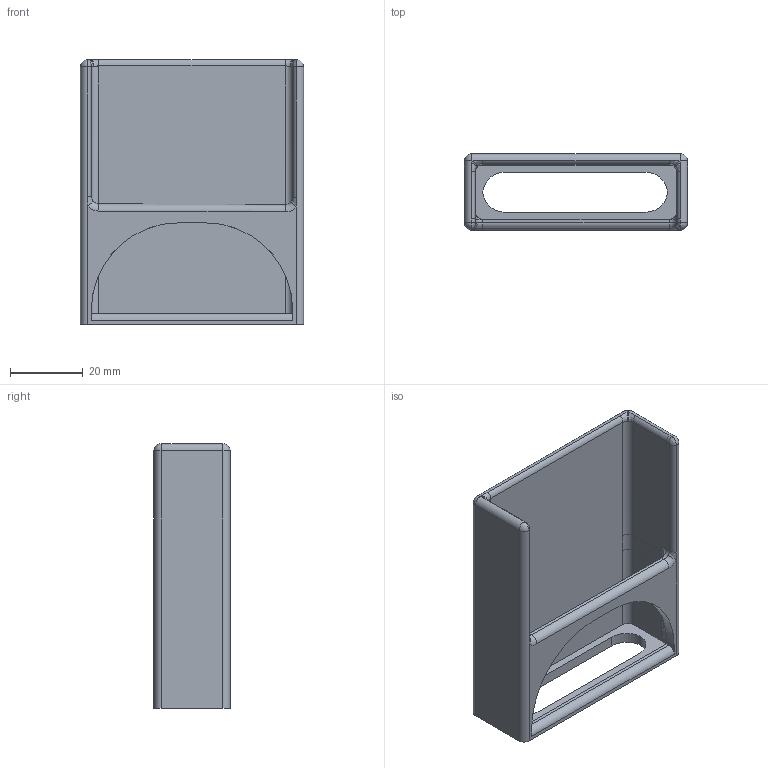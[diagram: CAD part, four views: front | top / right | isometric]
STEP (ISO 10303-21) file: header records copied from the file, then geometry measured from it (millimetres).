
FILE_DESCRIPTION(('HOOPS Exchange Step'),'2;1');
FILE_NAME('066.stp','2024-09-06T20:59:37+07:00',('nguye'),('Unknown organisation'),'HOOPS Exchange 2023.2','HOOPS Exchange','Unknown authorisation');
FILE_SCHEMA( ('AP203_CONFIGURATION_CONTROLLED_3D_DESIGN_OF_MECHANICAL_PARTS_AND_ASSEMBLIES_MIM_LF') );
Length unit declared in the file: millimetre
Products named in the file (1): Solid 14
Bounding box: 61.5 x 21 x 73 mm (x, y, z)
Volume: 24004 mm3; surface area: 17018.6 mm2
Topology: 1 solids, 1 shells, 78 faces, 194 edges, 113 vertices
Faces by surface type: cylinder 36, plane 25, torus 7, bspline 6, sphere 4
Entity records: 3196 total; most frequent: CARTESIAN_POINT 1324, DIRECTION 405, ORIENTED_EDGE 380, EDGE_CURVE 190, AXIS2_PLACEMENT_3D 150, VERTEX_POINT 113, VECTOR 105, LINE 105
